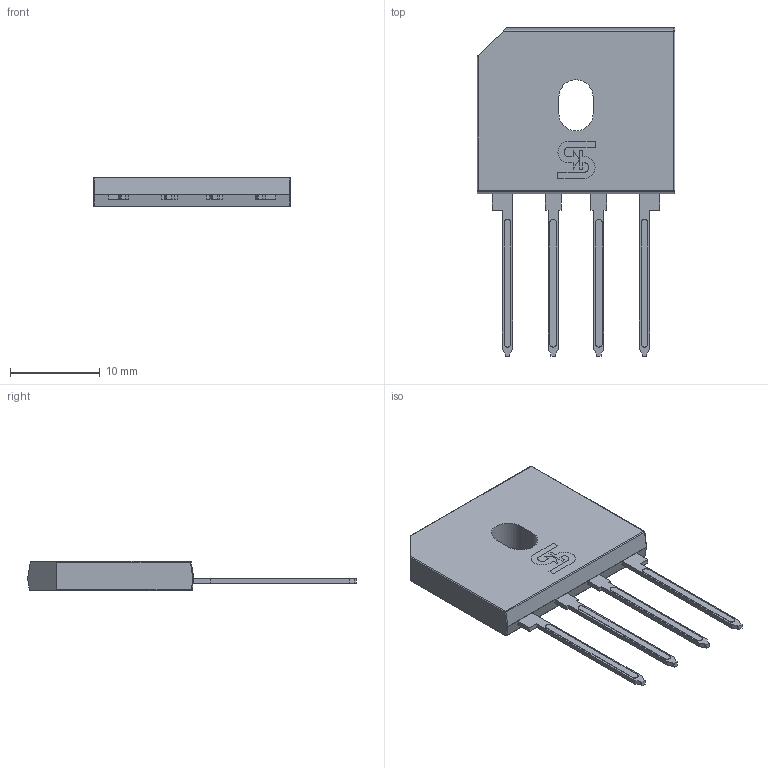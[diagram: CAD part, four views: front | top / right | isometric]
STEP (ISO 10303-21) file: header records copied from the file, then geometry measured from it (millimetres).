
FILE_DESCRIPTION(/* description */ (''),/* implementation_level */ '2;1');
FILE_NAME(/* name */ 'GBU Outline Structure.stp',/* time_stamp */ '2020-04-24T08:55:23+08:00',/* author */ ('he.song'),/* organization */ (''),/* preprocessor_version */ 'ST-DEVELOPER v16.13',/* originating_system */ 'Autodesk Inventor 2018',/* authorisation */ '');
FILE_SCHEMA (('AUTOMOTIVE_DESIGN { 1 0 10303 214 3 1 1 }'));
Length unit declared in the file: millimetre
Products named in the file (4): GBU605; LF-; body-2; 印字
Assembly tree (3 placements, depth 2):
  GBU605
    LF-
    body-2
    印字
Bounding box: 22 x 36.58 x 3.3 mm (x, y, z)
Volume: 1291.2 mm3; surface area: 1344.4 mm2
Topology: 7 solids, 7 shells, 160 faces, 384 edges, 245 vertices
Faces by surface type: plane 113, cylinder 38, sphere 9
Entity records: 4753 total; most frequent: CARTESIAN_POINT 797, DIRECTION 796, ORIENTED_EDGE 770, EDGE_CURVE 384, LINE 308, VECTOR 308, VERTEX_POINT 245, AXIS2_PLACEMENT_3D 244
